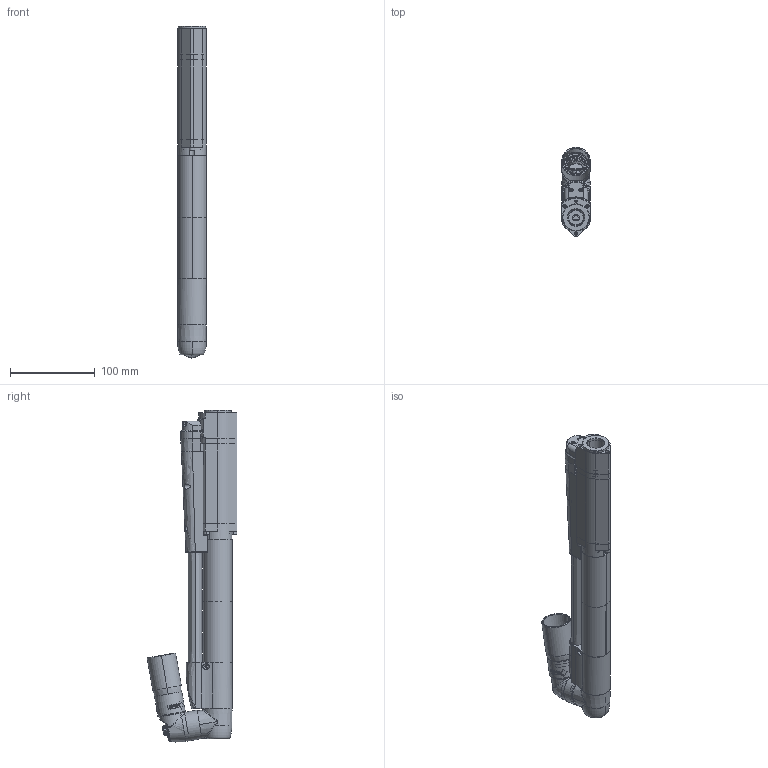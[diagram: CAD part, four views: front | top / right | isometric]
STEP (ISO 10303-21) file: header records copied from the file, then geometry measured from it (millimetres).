
FILE_DESCRIPTION((''),'2;1');
FILE_NAME('4232568980_ASM','2021-08-30T08:50:30',('Toohpn'),(''),'CREO PARAMETRIC BY PTC INC, 2020281','CREO PARAMETRIC BY PTC INC, 2020281','');
FILE_SCHEMA(('CONFIG_CONTROL_DESIGN','GEOMETRIC_VALIDATION_PROPERTIES_MIM'));
Products named in the file (34): 4230260000; 4230260010_ASM; 4230280400; 4230281900; 0219110017; 4230280380_ASM; 4230263000; 4230263200; 4230263300; 4230263280_ASM; 4230263700; 4230262700; 4230263500_AF0; 0215000398; 4230264080_SPEC1_ASM; 4230261700; 4230300081_ASM; 4230301081_ASM; 4230273500; 4230278204; 4230278001; 4230298081_ASM; 0211117300; 4230296082_ASM; 4232365100; 4230224900; 0211111000; 0162156731; 4230224980_SPEC_ASM; 4230300580_ASM; 4232608600; 0211195706; 0211110700; 4232568980_ASM
Assembly tree (40 placements, depth 5):
  4232568980_ASM
    4230301081_ASM
      4230260010_ASM
        4230260000
      4230280380_ASM
        4230280400
        4230281900
        0219110017  x2
      4230264080_SPEC1_ASM
        4230263000
        4230263280_ASM
          4230263200
          4230263300
        4230263700
        4230262700
        4230263500_AF0
        0215000398
      4230300081_ASM
        4230261700
    4230296082_ASM
      4230273500
      4230278204
      4230298081_ASM
        4230278001
      0211117300  x3
    4232365100
    4230300580_ASM
      4230224980_SPEC_ASM
        4230224900
        0211111000  x2
        0162156731  x2
    4232608600
    0211195706  x2
    0211110700  x2
Bounding box: 34 x 105.62 x 391.19 mm (x, y, z)
Volume: 248038.9 mm3; surface area: 194384.9 mm2
Topology: 30 solids, 56 shells, 2652 faces, 7157 edges, 4649 vertices
Faces by surface type: plane 955, cylinder 892, torus 303, bspline 271, cone 214, extrusion 9, revolution 6, sphere 2
Entity records: 117176 total; most frequent: CARTESIAN_POINT 34012, ORIENTED_EDGE 13470, DIRECTION 12369, EDGE_CURVE 6785, PRESENTATION_STYLE_ASSIGNMENT 6155, STYLED_ITEM 6087, CURVE_STYLE 6008, AXIS2_PLACEMENT_3D 4690
